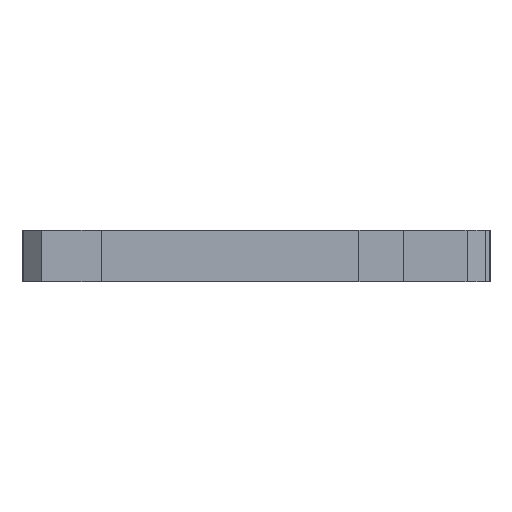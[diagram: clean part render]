
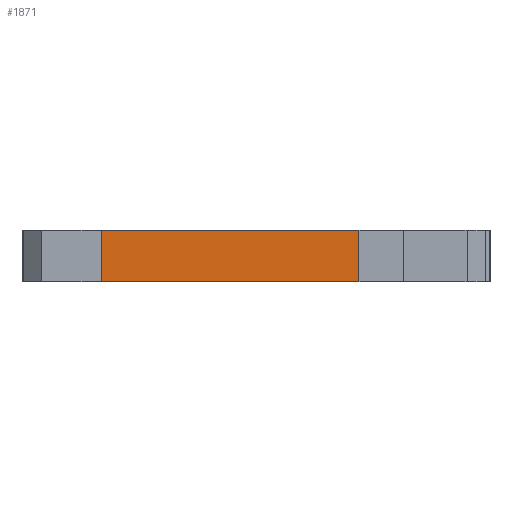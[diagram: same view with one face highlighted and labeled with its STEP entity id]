
A CAD part, left-side view. The second image highlights one B-rep face of the part: STEP entity #1871.
In plain terms, the highlighted planar face has unit normal (-1, 0, 0).
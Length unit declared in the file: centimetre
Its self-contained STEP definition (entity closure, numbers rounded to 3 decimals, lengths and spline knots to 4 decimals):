
#118=FACE_OUTER_BOUND('',#214,.T.);
#214=EDGE_LOOP('',(#1570,#1571,#1572,#1573));
#310=LINE('',#2617,#564);
#396=LINE('',#2799,#650);
#403=LINE('',#2813,#657);
#468=LINE('',#2946,#722);
#564=VECTOR('',#2095,1.);
#650=VECTOR('',#2261,1.);
#657=VECTOR('',#2274,1.);
#722=VECTOR('',#2409,1.);
#816=VERTEX_POINT('',#2614);
#817=VERTEX_POINT('',#2616);
#873=VERTEX_POINT('',#2798);
#877=VERTEX_POINT('',#2812);
#997=EDGE_CURVE('',#816,#817,#310,.T.);
#1088=EDGE_CURVE('',#816,#873,#396,.T.);
#1095=EDGE_CURVE('',#817,#877,#403,.T.);
#1162=EDGE_CURVE('',#877,#873,#468,.T.);
#1570=ORIENTED_EDGE('',*,*,#1088,.T.);
#1571=ORIENTED_EDGE('',*,*,#1162,.F.);
#1572=ORIENTED_EDGE('',*,*,#1095,.F.);
#1573=ORIENTED_EDGE('',*,*,#997,.F.);
#1781=PLANE('',#1985);
#1871=ADVANCED_FACE('',(#118),#1781,.T.);
#1985=AXIS2_PLACEMENT_3D('',#2945,#2407,#2408);
#2095=DIRECTION('',(0.,1.,0.));
#2261=DIRECTION('',(0.,0.,1.));
#2274=DIRECTION('',(0.,0.,1.));
#2407=DIRECTION('center_axis',(-1.,0.,0.));
#2408=DIRECTION('ref_axis',(0.,-1.,0.));
#2409=DIRECTION('',(0.,-1.,0.));
#2614=CARTESIAN_POINT('',(-9.9742,-1.,0.));
#2616=CARTESIAN_POINT('',(-9.9742,1.9833,0.));
#2617=CARTESIAN_POINT('',(-9.9742,-1.5167,0.));
#2798=CARTESIAN_POINT('',(-9.9742,-1.,0.6));
#2799=CARTESIAN_POINT('',(-9.9742,-1.,0.3));
#2812=CARTESIAN_POINT('',(-9.9742,1.9833,0.6));
#2813=CARTESIAN_POINT('',(-9.9742,1.9833,0.));
#2945=CARTESIAN_POINT('Origin',(-9.9742,1.9833,0.));
#2946=CARTESIAN_POINT('',(-9.9742,-1.5167,0.6));
